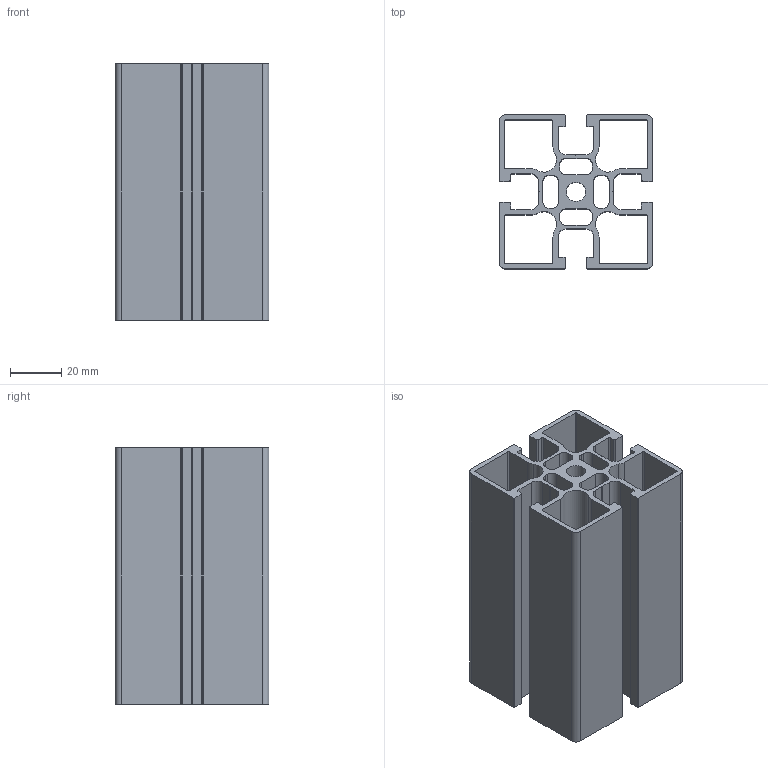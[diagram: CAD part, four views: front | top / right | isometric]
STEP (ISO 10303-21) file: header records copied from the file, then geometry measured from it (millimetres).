
FILE_DESCRIPTION(/* description */ (''),/* implementation_level */ '2;1');
FILE_NAME(/* name */ 'BPRDD0000489.stp',/* time_stamp */ '2017-07-13T17:39:26+02:00',/* author */ ('fzagni'),/* organization */ (''),/* preprocessor_version */ 'ST-DEVELOPER v16.1',/* originating_system */ 'Autodesk Inventor 2016',/* authorisation */ '');
FILE_SCHEMA (('AUTOMOTIVE_DESIGN { 1 0 10303 214 3 1 1 }'));
Length unit declared in the file: millimetre
Products named in the file (1): Parte6
Bounding box: 60 x 60 x 100 mm (x, y, z)
Volume: 100553.1 mm3; surface area: 87559.1 mm2
Topology: 1 solids, 1 shells, 159 faces, 471 edges, 314 vertices
Faces by surface type: plane 82, cylinder 77
Full cylindrical faces by diameter (mm): 7.47 x1
Entity records: 5414 total; most frequent: DIRECTION 944, CARTESIAN_POINT 944, ORIENTED_EDGE 940, EDGE_CURVE 470, LINE 316, VECTOR 316, VERTEX_POINT 314, AXIS2_PLACEMENT_3D 314
